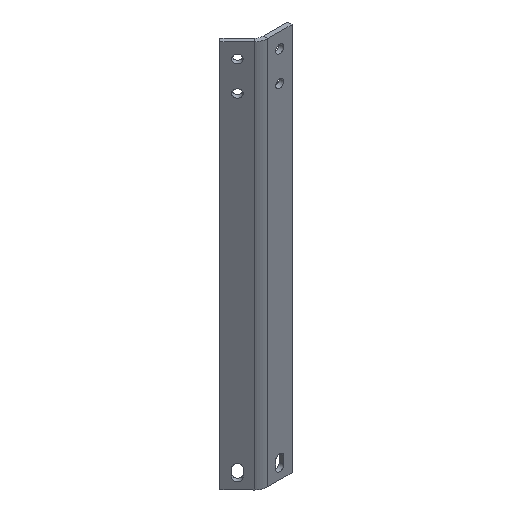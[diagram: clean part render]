
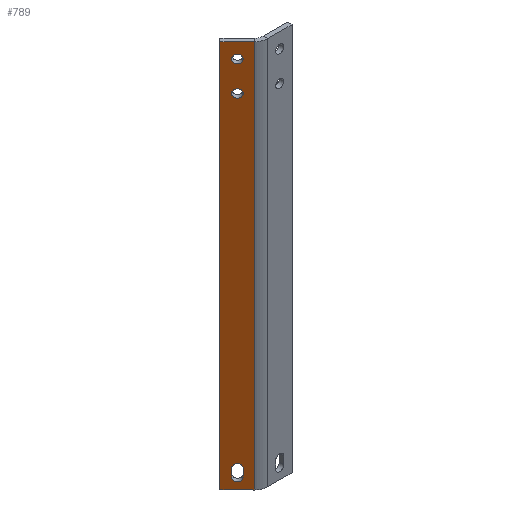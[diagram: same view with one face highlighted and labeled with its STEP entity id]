
A CAD part, isometric view. The second image highlights one B-rep face of the part: STEP entity #789.
In plain terms, the highlighted planar face has unit normal (-0.707, -0.707, 0).
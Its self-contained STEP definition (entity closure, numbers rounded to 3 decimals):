
#467 = VERTEX_POINT('',#468);
#468 = CARTESIAN_POINT('',(-2.636,2.636,0.));
#502 = VERTEX_POINT('',#503);
#503 = CARTESIAN_POINT('',(-2.636,2.636,260.));
#567 = EDGE_CURVE('',#467,#568,#570,.T.);
#568 = VERTEX_POINT('',#569);
#569 = CARTESIAN_POINT('',(-14.142,14.142,0.));
#570 = LINE('',#571,#572);
#571 = CARTESIAN_POINT('',(0.,0.,0.));
#572 = VECTOR('',#573,1.);
#573 = DIRECTION('',(-0.707,0.707,0.));
#590 = VERTEX_POINT('',#591);
#591 = CARTESIAN_POINT('',(-14.142,14.142,260.));
#596 = EDGE_CURVE('',#502,#590,#597,.T.);
#597 = LINE('',#598,#599);
#598 = CARTESIAN_POINT('',(0.,0.,260.));
#599 = VECTOR('',#600,1.);
#600 = DIRECTION('',(-0.707,0.707,0.));
#613 = EDGE_CURVE('',#568,#590,#614,.T.);
#614 = LINE('',#615,#616);
#615 = CARTESIAN_POINT('',(-14.142,14.142,0.));
#616 = VECTOR('',#617,1.);
#617 = DIRECTION('',(0.,0.,1.));
#628 = EDGE_CURVE('',#629,#629,#631,.T.);
#629 = VERTEX_POINT('',#630);
#630 = CARTESIAN_POINT('',(-10.229,10.229,250.));
#631 = CIRCLE('',#632,2.75);
#632 = AXIS2_PLACEMENT_3D('',#633,#634,#635);
#633 = CARTESIAN_POINT('',(-8.284,8.284,250.));
#634 = DIRECTION('',(0.707,0.707,0.));
#635 = DIRECTION('',(-0.707,0.707,0.));
#653 = EDGE_CURVE('',#654,#654,#656,.T.);
#654 = VERTEX_POINT('',#655);
#655 = CARTESIAN_POINT('',(-10.229,10.229,230.));
#656 = CIRCLE('',#657,2.75);
#657 = AXIS2_PLACEMENT_3D('',#658,#659,#660);
#658 = CARTESIAN_POINT('',(-8.284,8.284,230.));
#659 = DIRECTION('',(0.707,0.707,0.));
#660 = DIRECTION('',(-0.707,0.707,0.));
#678 = EDGE_CURVE('',#679,#681,#683,.T.);
#679 = VERTEX_POINT('',#680);
#680 = CARTESIAN_POINT('',(-10.229,10.229,12.5));
#681 = VERTEX_POINT('',#682);
#682 = CARTESIAN_POINT('',(-6.34,6.34,12.5));
#683 = CIRCLE('',#684,2.75);
#684 = AXIS2_PLACEMENT_3D('',#685,#686,#687);
#685 = CARTESIAN_POINT('',(-8.284,8.284,12.5));
#686 = DIRECTION('',(0.707,0.707,0.));
#687 = DIRECTION('',(-0.707,0.707,0.));
#710 = EDGE_CURVE('',#711,#679,#713,.T.);
#711 = VERTEX_POINT('',#712);
#712 = CARTESIAN_POINT('',(-10.229,10.229,7.5));
#713 = LINE('',#714,#715);
#714 = CARTESIAN_POINT('',(-10.229,10.229,7.5));
#715 = VECTOR('',#716,1.);
#716 = DIRECTION('',(0.,0.,1.));
#734 = EDGE_CURVE('',#735,#711,#737,.T.);
#735 = VERTEX_POINT('',#736);
#736 = CARTESIAN_POINT('',(-6.34,6.34,7.5));
#737 = CIRCLE('',#738,2.75);
#738 = AXIS2_PLACEMENT_3D('',#739,#740,#741);
#739 = CARTESIAN_POINT('',(-8.284,8.284,7.5));
#740 = DIRECTION('',(0.707,0.707,0.));
#741 = DIRECTION('',(-0.707,0.707,0.));
#759 = EDGE_CURVE('',#681,#735,#760,.T.);
#760 = LINE('',#761,#762);
#761 = CARTESIAN_POINT('',(-6.34,6.34,12.5));
#762 = VECTOR('',#763,1.);
#763 = DIRECTION('',(0.,0.,-1.));
#776 = EDGE_CURVE('',#467,#502,#777,.T.);
#777 = LINE('',#778,#779);
#778 = CARTESIAN_POINT('',(-2.636,2.636,0.));
#779 = VECTOR('',#780,1.);
#780 = DIRECTION('',(0.,0.,1.));
#789 = ADVANCED_FACE('',(#790,#796,#799,#802),#808,.T.);
#790 = FACE_BOUND('',#791,.T.);
#791 = EDGE_LOOP('',(#792,#793,#794,#795));
#792 = ORIENTED_EDGE('',*,*,#776,.T.);
#793 = ORIENTED_EDGE('',*,*,#596,.T.);
#794 = ORIENTED_EDGE('',*,*,#613,.F.);
#795 = ORIENTED_EDGE('',*,*,#567,.F.);
#796 = FACE_BOUND('',#797,.T.);
#797 = EDGE_LOOP('',(#798));
#798 = ORIENTED_EDGE('',*,*,#628,.T.);
#799 = FACE_BOUND('',#800,.T.);
#800 = EDGE_LOOP('',(#801));
#801 = ORIENTED_EDGE('',*,*,#653,.T.);
#802 = FACE_BOUND('',#803,.T.);
#803 = EDGE_LOOP('',(#804,#805,#806,#807));
#804 = ORIENTED_EDGE('',*,*,#710,.T.);
#805 = ORIENTED_EDGE('',*,*,#678,.T.);
#806 = ORIENTED_EDGE('',*,*,#759,.T.);
#807 = ORIENTED_EDGE('',*,*,#734,.T.);
#808 = PLANE('',#809);
#809 = AXIS2_PLACEMENT_3D('',#810,#811,#812);
#810 = CARTESIAN_POINT('',(-2.636,2.636,0.));
#811 = DIRECTION('',(-0.707,-0.707,0.));
#812 = DIRECTION('',(-0.707,0.707,0.));
